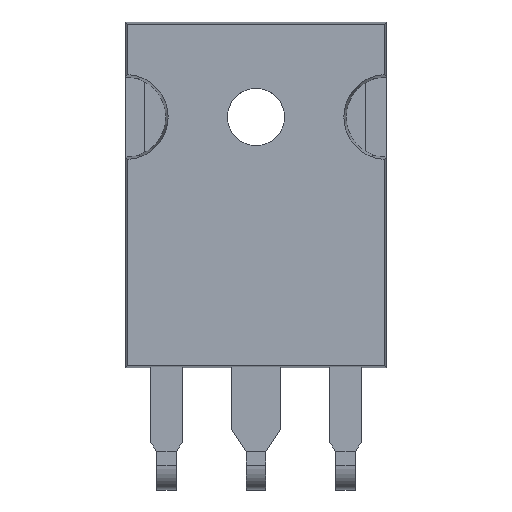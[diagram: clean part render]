
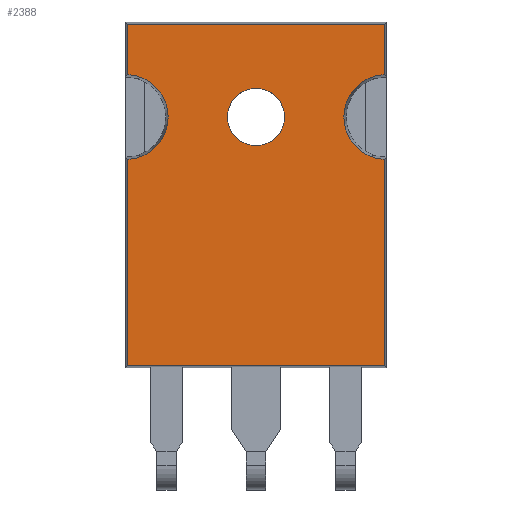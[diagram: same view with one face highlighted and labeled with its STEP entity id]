
A CAD part, top view. The second image highlights one B-rep face of the part: STEP entity #2388.
In plain terms, the highlighted planar face has unit normal (0, 0, 1).
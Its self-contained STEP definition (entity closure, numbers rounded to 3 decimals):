
#2054=CARTESIAN_POINT('',(1.75,22.24,5.3));
#2055=VERTEX_POINT('',#2054);
#2071=CARTESIAN_POINT('',(-1.75,22.24,5.3));
#2072=VERTEX_POINT('',#2071);
#2079=CARTESIAN_POINT('',(0.,22.24,5.3));
#2080=DIRECTION('',(0.0,0.0,-1.0));
#2081=DIRECTION('',(1.0,0.0,0.0));
#2082=AXIS2_PLACEMENT_3D('',#2079,#2080,#2081);
#2083=CIRCLE('',#2082,1.75);
#2084=EDGE_CURVE('',#2055,#2072,#2083,.T.);
#2095=CARTESIAN_POINT('',(0.,22.24,5.3));
#2096=DIRECTION('',(0.0,0.0,-1.0));
#2097=DIRECTION('',(1.0,0.0,0.0));
#2098=AXIS2_PLACEMENT_3D('',#2095,#2096,#2097);
#2099=CIRCLE('',#2098,1.75);
#2100=EDGE_CURVE('',#2072,#2055,#2099,.T.);
#2118=CARTESIAN_POINT('',(7.81,24.826,5.3));
#2119=VERTEX_POINT('',#2118);
#2120=CARTESIAN_POINT('',(7.81,19.654,5.3));
#2121=VERTEX_POINT('',#2120);
#2122=CARTESIAN_POINT('',(7.95,22.24,5.3));
#2123=DIRECTION('',(0.0,0.0,1.0));
#2124=DIRECTION('',(-1.0,0.0,0.0));
#2125=AXIS2_PLACEMENT_3D('',#2122,#2123,#2124);
#2126=CIRCLE('',#2125,2.59);
#2127=EDGE_CURVE('',#2119,#2121,#2126,.T.);
#2162=CARTESIAN_POINT('',(7.81,7.08,5.3));
#2163=VERTEX_POINT('',#2162);
#2164=CARTESIAN_POINT('',(7.81,19.654,5.3));
#2165=DIRECTION('',(0.0,-1.0,0.0));
#2166=VECTOR('',#2165,12.574);
#2167=LINE('',#2164,#2166);
#2168=EDGE_CURVE('',#2121,#2163,#2167,.T.);
#2193=CARTESIAN_POINT('',(-7.81,7.08,5.3));
#2194=VERTEX_POINT('',#2193);
#2195=CARTESIAN_POINT('',(7.81,7.08,5.3));
#2196=DIRECTION('',(-1.0,0.0,0.0));
#2197=VECTOR('',#2196,15.62);
#2198=LINE('',#2195,#2197);
#2199=EDGE_CURVE('',#2163,#2194,#2198,.T.);
#2233=CARTESIAN_POINT('',(-7.81,19.654,5.3));
#2234=VERTEX_POINT('',#2233);
#2235=CARTESIAN_POINT('',(-7.81,7.08,5.3));
#2236=DIRECTION('',(0.0,1.0,0.0));
#2237=VECTOR('',#2236,12.574);
#2238=LINE('',#2235,#2237);
#2239=EDGE_CURVE('',#2194,#2234,#2238,.T.);
#2256=CARTESIAN_POINT('',(-7.81,24.826,5.3));
#2257=VERTEX_POINT('',#2256);
#2258=CARTESIAN_POINT('',(-7.95,22.24,5.3));
#2259=DIRECTION('',(0.0,0.0,1.0));
#2260=DIRECTION('',(1.0,0.0,0.0));
#2261=AXIS2_PLACEMENT_3D('',#2258,#2259,#2260);
#2262=CIRCLE('',#2261,2.59);
#2263=EDGE_CURVE('',#2234,#2257,#2262,.T.);
#2290=CARTESIAN_POINT('',(-7.81,27.9,5.3));
#2291=VERTEX_POINT('',#2290);
#2292=CARTESIAN_POINT('',(-7.81,24.826,5.3));
#2293=DIRECTION('',(0.0,1.0,0.0));
#2294=VECTOR('',#2293,3.074);
#2295=LINE('',#2292,#2294);
#2296=EDGE_CURVE('',#2257,#2291,#2295,.T.);
#2321=CARTESIAN_POINT('',(7.81,27.9,5.3));
#2322=VERTEX_POINT('',#2321);
#2323=CARTESIAN_POINT('',(-7.81,27.9,5.3));
#2324=DIRECTION('',(1.0,0.0,0.0));
#2325=VECTOR('',#2324,15.62);
#2326=LINE('',#2323,#2325);
#2327=EDGE_CURVE('',#2291,#2322,#2326,.T.);
#2359=CARTESIAN_POINT('',(7.81,27.9,5.3));
#2360=DIRECTION('',(0.0,-1.0,0.0));
#2361=VECTOR('',#2360,3.074);
#2362=LINE('',#2359,#2361);
#2363=EDGE_CURVE('',#2322,#2119,#2362,.T.);
#2369=CARTESIAN_POINT('',(0.,17.824,5.3));
#2370=DIRECTION('',(0.0,0.0,1.0));
#2371=DIRECTION('',(1.0,0.0,0.0));
#2372=AXIS2_PLACEMENT_3D('',#2369,#2370,#2371);
#2373=PLANE('',#2372);
#2374=ORIENTED_EDGE('',*,*,#2127,.F.);
#2375=ORIENTED_EDGE('',*,*,#2363,.F.);
#2376=ORIENTED_EDGE('',*,*,#2327,.F.);
#2377=ORIENTED_EDGE('',*,*,#2296,.F.);
#2378=ORIENTED_EDGE('',*,*,#2263,.F.);
#2379=ORIENTED_EDGE('',*,*,#2239,.F.);
#2380=ORIENTED_EDGE('',*,*,#2199,.F.);
#2381=ORIENTED_EDGE('',*,*,#2168,.F.);
#2382=EDGE_LOOP('',(#2374,#2375,#2376,#2377,#2378,#2379,#2380,#2381));
#2383=FACE_OUTER_BOUND('',#2382,.T.);
#2384=ORIENTED_EDGE('',*,*,#2084,.T.);
#2385=ORIENTED_EDGE('',*,*,#2100,.T.);
#2386=EDGE_LOOP('',(#2384,#2385));
#2387=FACE_BOUND('',#2386,.T.);
#2388=ADVANCED_FACE('',(#2383,#2387),#2373,.T.);
